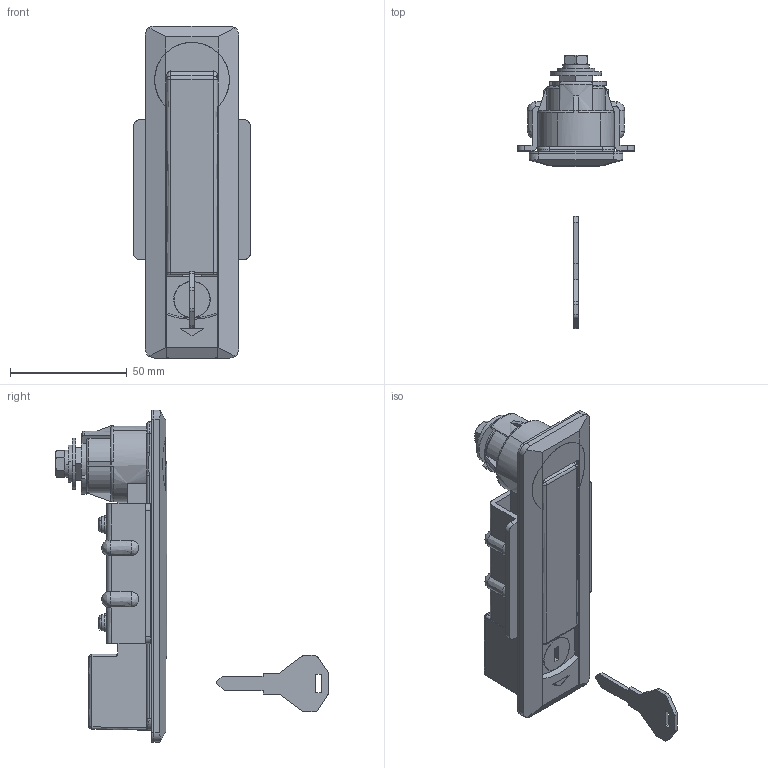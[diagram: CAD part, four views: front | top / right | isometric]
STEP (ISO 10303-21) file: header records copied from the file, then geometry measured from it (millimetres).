
FILE_DESCRIPTION((''),'2;1');
FILE_NAME('','2005-10-07T13:41:34',(''),(''),'','CADfix','');
FILE_SCHEMA(('AUTOMOTIVE_DESIGN'));
Length unit declared in the file: millimetre
Products named in the file (14): key; lock; handle; screw; washer_B; washer_A; shaft; packing; control_cam; case; bracket; bolt; base; THA_302J_2K_No2000_16960_36
Assembly tree (14 placements, depth 2):
  THA_302J_2K_No2000_16960_36
    key
    lock
    handle
    screw  x2
    washer_B
    washer_A
    shaft
    packing
    control_cam
    case
    bracket
    bolt
    base
Bounding box: 50 x 116.75 x 142 mm (x, y, z)
Volume: 83346.3 mm3; surface area: 62655.7 mm2
Topology: 14 solids, 14 shells, 605 faces, 1720 edges, 1152 vertices
Faces by surface type: bspline 605
Entity records: 20925 total; most frequent: CARTESIAN_POINT 11441, ORIENTED_EDGE 3262, EDGE_CURVE 1631, VERTEX_POINT 1095, QUASI_UNIFORM_CURVE 881, EDGE_LOOP 618, FACE_OUTER_BOUND 578, ADVANCED_FACE 578
